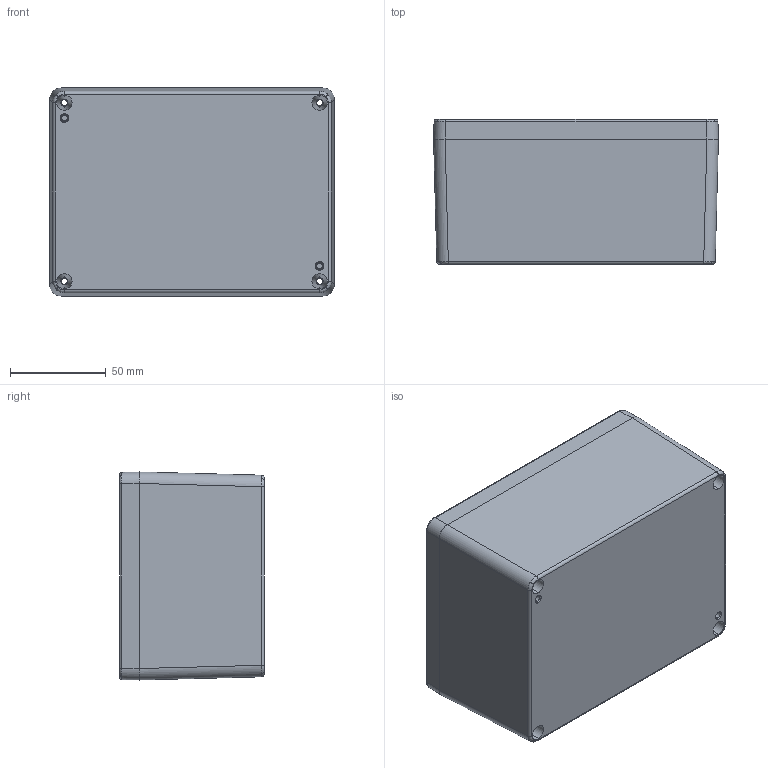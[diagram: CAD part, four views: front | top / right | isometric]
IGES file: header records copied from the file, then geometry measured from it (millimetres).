
Global section: file name: No Iges File Name specified; native system: Autodesk Inventor 2010; preprocessor: AutoDesk Inventor Iges Exporter R2010; author: tcook; date: 20091117.105907; units: millimetre
Bounding box: 148.4 x 75.4 x 108.4 mm (x, y, z)
Volume: 219682.3 mm3; surface area: 140360.2 mm2
Topology: 2 solids, 2 shells, 1079 faces, 2712 edges, 1682 vertices
Faces by surface type: bspline 342, plane 289, revolution 252, cylinder 88, torus 74, cone 34
